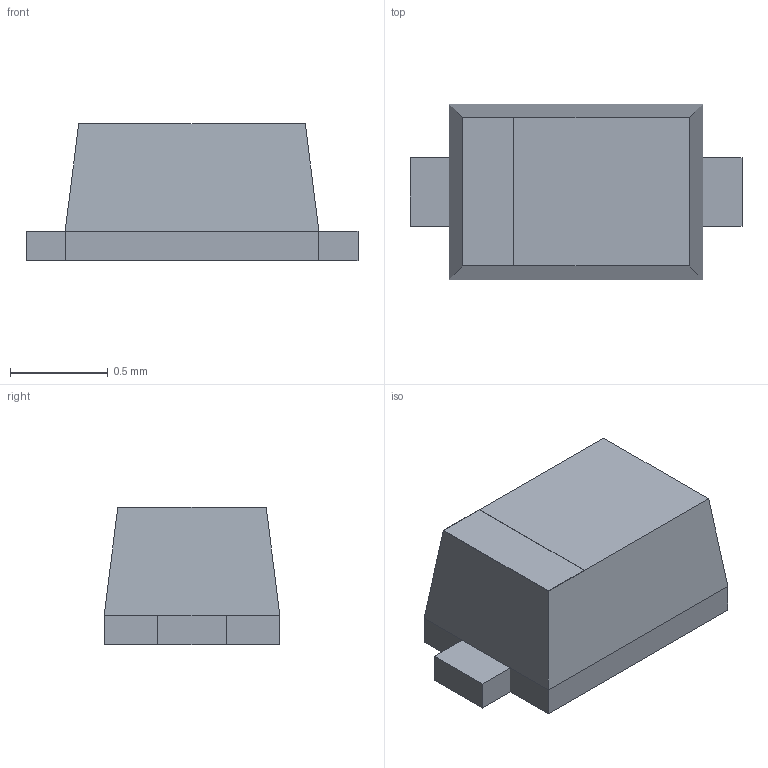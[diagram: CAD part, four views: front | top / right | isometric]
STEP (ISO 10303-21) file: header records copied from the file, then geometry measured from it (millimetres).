
FILE_DESCRIPTION(/* description */ (''),/* implementation_level */ '2;1');
FILE_NAME(/* name */ 'ESD5B5-3D v2.step',/* time_stamp */ '2026-02-15T11:41:57+01:00',/* author */ (''),/* organization */ (''),/* preprocessor_version */ 'ST-DEVELOPER v20.1',/* originating_system */ 'Autodesk Translation Framework v14.10.0.0',/* authorisation */ '');
FILE_SCHEMA (('AUTOMOTIVE_DESIGN { 1 0 10303 214 3 1 1 }'));
Length unit declared in the file: millimetre
Products named in the file (2): ESD5B5-3D; Model
Assembly tree (1 placements, depth 2):
  ESD5B5-3D
    Model
Bounding box: 1.7 x 0.9 x 0.7 mm (x, y, z)
Volume: 0.8 mm3; surface area: 6.2 mm2
Topology: 4 solids, 4 shells, 28 faces, 56 edges, 36 vertices
Faces by surface type: plane 28
Entity records: 772 total; most frequent: CARTESIAN_POINT 123, DIRECTION 118, ORIENTED_EDGE 112, LINE 56, VECTOR 56, EDGE_CURVE 56, VERTEX_POINT 36, AXIS2_PLACEMENT_3D 31
